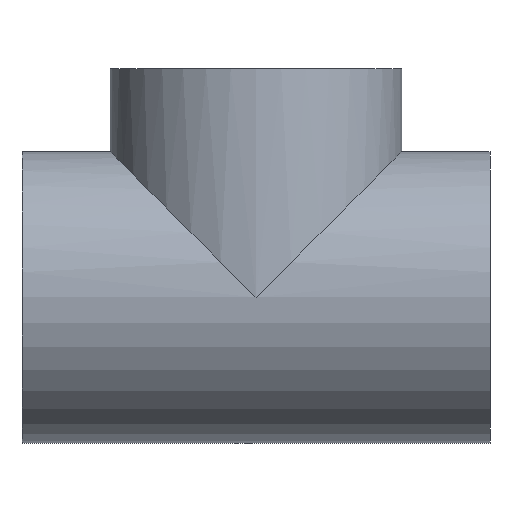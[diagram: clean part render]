
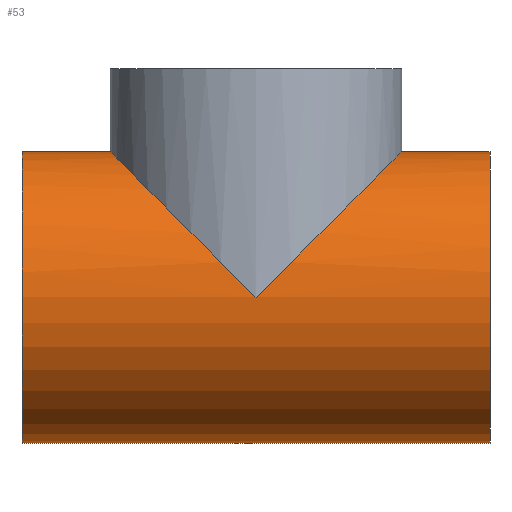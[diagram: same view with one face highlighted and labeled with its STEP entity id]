
A CAD part, front view. The second image highlights one B-rep face of the part: STEP entity #53.
In plain terms, the highlighted cylindrical face has radius 40.5 mm (diameter 81 mm), a full revolution.
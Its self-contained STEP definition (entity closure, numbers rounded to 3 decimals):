
#53 = ADVANCED_FACE( '', ( #112, #113, #114 ), #115, .T. );
#112 = FACE_OUTER_BOUND( '', #173, .T. );
#113 = FACE_OUTER_BOUND( '', #174, .T. );
#114 = FACE_BOUND( '', #175, .T. );
#115 = CYLINDRICAL_SURFACE( '', #176, 40.5 );
#173 = EDGE_LOOP( '', ( #246 ) );
#174 = EDGE_LOOP( '', ( #247 ) );
#175 = EDGE_LOOP( '', ( #248, #249 ) );
#176 = AXIS2_PLACEMENT_3D( '', #250, #251, #252 );
#246 = ORIENTED_EDGE( '', *, *, #302, .T. );
#247 = ORIENTED_EDGE( '', *, *, #294, .F. );
#248 = ORIENTED_EDGE( '', *, *, #286, .F. );
#249 = ORIENTED_EDGE( '', *, *, #285, .F. );
#250 = CARTESIAN_POINT( '', ( 29., 0., 0. ) );
#251 = DIRECTION( '', ( 1., 0., 0. ) );
#252 = DIRECTION( '', ( 0., 0., 1. ) );
#285 = EDGE_CURVE( '', #318, #319, #320, .T. );
#286 = EDGE_CURVE( '', #319, #318, #321, .F. );
#294 = EDGE_CURVE( '', #333, #333, #334, .T. );
#302 = EDGE_CURVE( '', #345, #345, #346, .T. );
#318 = VERTEX_POINT( '', #363 );
#319 = VERTEX_POINT( '', #364 );
#320 = ELLIPSE( '', #365, 57.276, 40.5 );
#321 = ELLIPSE( '', #366, 57.276, 40.5 );
#333 = VERTEX_POINT( '', #378 );
#334 = CIRCLE( '', #379, 40.5 );
#345 = VERTEX_POINT( '', #390 );
#346 = CIRCLE( '', #391, 40.5 );
#363 = CARTESIAN_POINT( '', ( -36., -40.5, 0. ) );
#364 = CARTESIAN_POINT( '', ( -36., 40.5, 0. ) );
#365 = AXIS2_PLACEMENT_3D( '', #410, #411, #412 );
#366 = AXIS2_PLACEMENT_3D( '', #413, #414, #415 );
#378 = CARTESIAN_POINT( '', ( 29., 40.5, 0. ) );
#379 = AXIS2_PLACEMENT_3D( '', #428, #429, #430 );
#390 = CARTESIAN_POINT( '', ( -101., 40.5, 0. ) );
#391 = AXIS2_PLACEMENT_3D( '', #440, #441, #442 );
#410 = CARTESIAN_POINT( '', ( -36., 0., 0. ) );
#411 = DIRECTION( '', ( -0.707, 0., 0.707 ) );
#412 = DIRECTION( '', ( -0.707, 0., -0.707 ) );
#413 = CARTESIAN_POINT( '', ( -36., 0., 0. ) );
#414 = DIRECTION( '', ( -0.707, 0., -0.707 ) );
#415 = DIRECTION( '', ( -0.707, 0., 0.707 ) );
#428 = CARTESIAN_POINT( '', ( 29., 0., 0. ) );
#429 = DIRECTION( '', ( 1., 0., 0. ) );
#430 = DIRECTION( '', ( 0., 1., 0. ) );
#440 = CARTESIAN_POINT( '', ( -101., 0., 0. ) );
#441 = DIRECTION( '', ( 1., 0., 0. ) );
#442 = DIRECTION( '', ( 0., 1., 0. ) );
